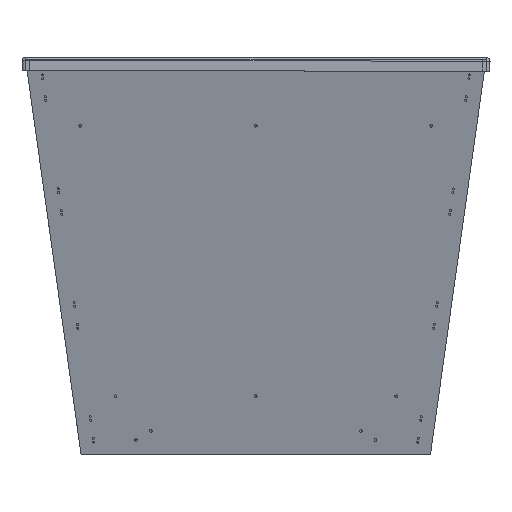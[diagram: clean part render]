
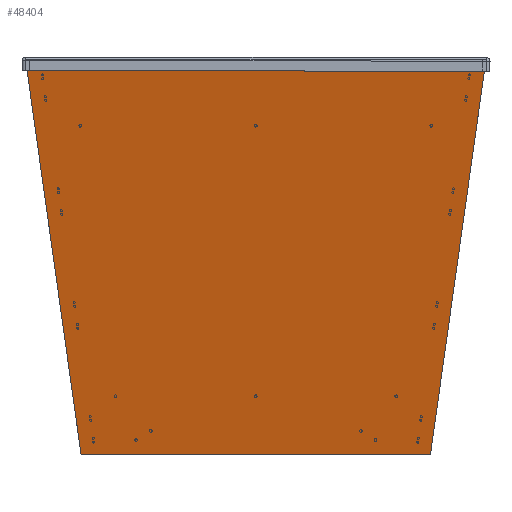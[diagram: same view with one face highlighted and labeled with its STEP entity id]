
A CAD part, left-side view. The second image highlights one B-rep face of the part: STEP entity #48404.
In plain terms, the highlighted planar face has unit normal (-0.974, 0, -0.225).
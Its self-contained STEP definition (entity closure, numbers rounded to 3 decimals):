
#48365=CARTESIAN_POINT('',(-538.473,-392.0,-332.5));
#48366=DIRECTION('',(-0.974,0.0,-0.225));
#48367=DIRECTION('',(-0.225,0.0,0.974));
#48368=AXIS2_PLACEMENT_3D('',#48365,#48366,#48367);
#48369=PLANE('',#48368);
#48370=CARTESIAN_POINT('',(-691.888,-391.932,332.013));
#48371=VERTEX_POINT('',#48370);
#48372=CARTESIAN_POINT('',(-538.585,-298.609,-332.013));
#48373=VERTEX_POINT('',#48372);
#48374=CARTESIAN_POINT('',(-691.888,-391.932,332.013));
#48375=DIRECTION('',(0.223,0.136,-0.965));
#48376=VECTOR('',#48375,687.852);
#48377=LINE('',#48374,#48376);
#48378=EDGE_CURVE('',#48371,#48373,#48377,.T.);
#48379=ORIENTED_EDGE('',*,*,#48378,.F.);
#48380=CARTESIAN_POINT('',(-691.888,391.932,332.013));
#48381=VERTEX_POINT('',#48380);
#48382=CARTESIAN_POINT('',(-691.888,-391.932,332.013));
#48383=DIRECTION('',(0.0,1.0,0.0));
#48384=VECTOR('',#48383,783.863);
#48385=LINE('',#48382,#48384);
#48386=EDGE_CURVE('',#48371,#48381,#48385,.T.);
#48387=ORIENTED_EDGE('',*,*,#48386,.T.);
#48388=CARTESIAN_POINT('',(-538.585,298.609,-332.013));
#48389=VERTEX_POINT('',#48388);
#48390=CARTESIAN_POINT('',(-538.585,298.609,-332.013));
#48391=DIRECTION('',(-0.223,0.136,0.965));
#48392=VECTOR('',#48391,687.852);
#48393=LINE('',#48390,#48392);
#48394=EDGE_CURVE('',#48389,#48381,#48393,.T.);
#48395=ORIENTED_EDGE('',*,*,#48394,.F.);
#48396=CARTESIAN_POINT('',(-538.585,298.609,-332.013));
#48397=DIRECTION('',(0.0,-1.0,0.0));
#48398=VECTOR('',#48397,597.218);
#48399=LINE('',#48396,#48398);
#48400=EDGE_CURVE('',#48389,#48373,#48399,.T.);
#48401=ORIENTED_EDGE('',*,*,#48400,.T.);
#48402=EDGE_LOOP('',(#48379,#48387,#48395,#48401));
#48403=FACE_OUTER_BOUND('',#48402,.T.);
#48404=ADVANCED_FACE('',(#48403),#48369,.T.);
